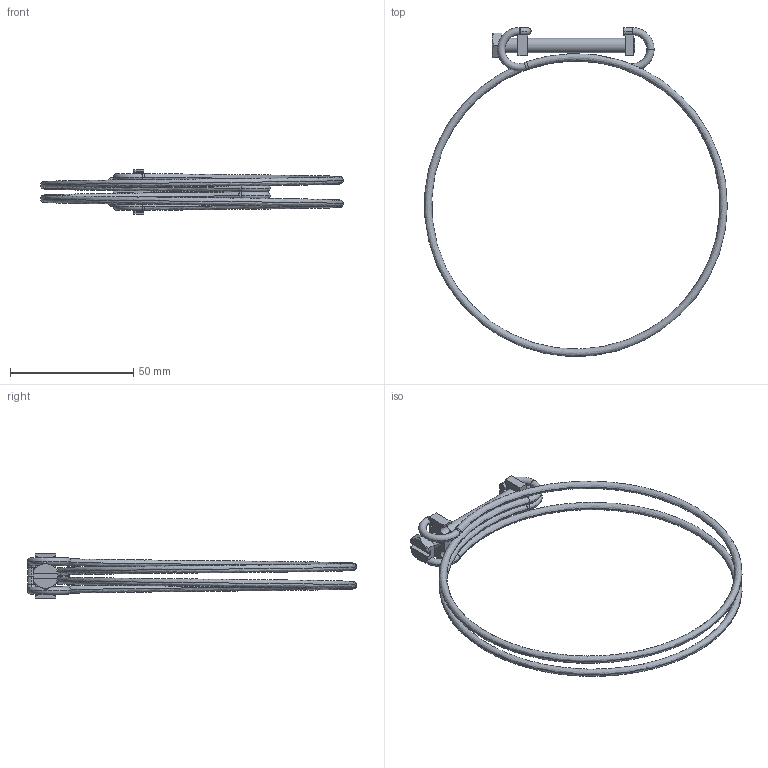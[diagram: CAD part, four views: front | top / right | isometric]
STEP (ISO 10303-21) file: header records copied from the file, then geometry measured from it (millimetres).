
FILE_DESCRIPTION (( 'STEP AP214' ), '1' );
FILE_NAME ('DWS-120.step', '2026-01-28T14:05:41', ( '' ), ( '' ), 'SwSTEP 2.0', 'SolidWorks 2025', '' );
FILE_SCHEMA (( 'AUTOMOTIVE_DESIGN' ));
Length unit declared in the file: millimetre
Products named in the file (1): DWS-120
Bounding box: 122.86 x 133.48 x 18 mm (x, y, z)
Volume: 9245 mm3; surface area: 11328.7 mm2
Topology: 6 solids, 6 shells, 216 faces, 552 edges, 359 vertices
Faces by surface type: cylinder 74, plane 55, bspline 53, torus 27, cone 7
Entity records: 9207 total; most frequent: CARTESIAN_POINT 4133, ORIENTED_EDGE 1104, DIRECTION 954, EDGE_CURVE 552, AXIS2_PLACEMENT_3D 377, VERTEX_POINT 359, EDGE_LOOP 231, FACE_OUTER_BOUND 216
